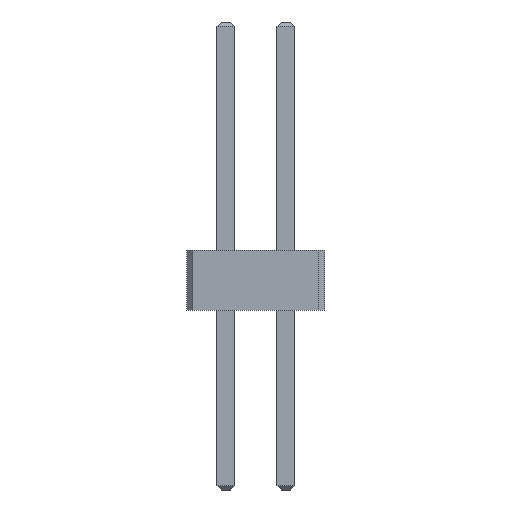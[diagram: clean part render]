
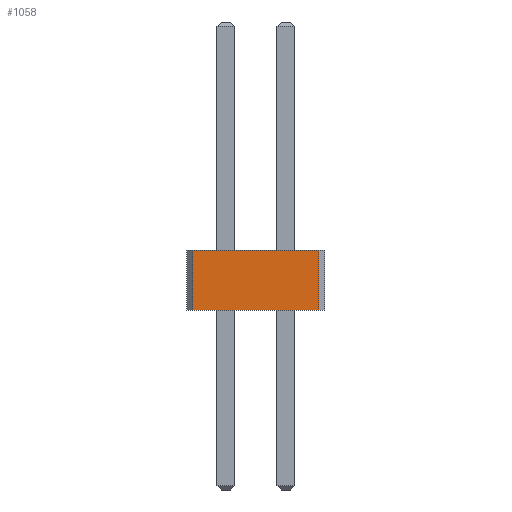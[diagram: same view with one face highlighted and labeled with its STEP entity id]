
A CAD part, front view. The second image highlights one B-rep face of the part: STEP entity #1058.
In plain terms, the highlighted planar face has unit normal (0, -1, 0).
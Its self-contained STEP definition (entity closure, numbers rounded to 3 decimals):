
#13=DIRECTION('',(0.,0.,1.));
#27=VECTOR('',#13,1.);
#67=DIRECTION('',(1.,0.,0.));
#1045=VERTEX_POINT('',#1046);
#1046=CARTESIAN_POINT('',(-0.55,-17.5,1.));
#1049=EDGE_CURVE('',#1050,#1045,#1052,.T.);
#1050=VERTEX_POINT('',#1051);
#1051=CARTESIAN_POINT('',(-0.55,-17.5,0.));
#1052=LINE('',#1051,#27);
#1058=ADVANCED_FACE('',(#1059),#1076,.F.);
#1059=FACE_BOUND('',#1060,.F.);
#1060=EDGE_LOOP('',(#1061,#1062,#1068,#1073));
#1061=ORIENTED_EDGE('',*,*,#1049,.T.);
#1062=ORIENTED_EDGE('',*,*,#1063,.T.);
#1063=EDGE_CURVE('',#1045,#1064,#1066,.T.);
#1064=VERTEX_POINT('',#1065);
#1065=CARTESIAN_POINT('',(1.55,-17.5,1.));
#1066=LINE('',#1046,#1067);
#1067=VECTOR('',#67,1.);
#1068=ORIENTED_EDGE('',*,*,#1069,.F.);
#1069=EDGE_CURVE('',#1070,#1064,#1072,.T.);
#1070=VERTEX_POINT('',#1071);
#1071=CARTESIAN_POINT('',(1.55,-17.5,0.));
#1072=LINE('',#1071,#27);
#1073=ORIENTED_EDGE('',*,*,#1074,.F.);
#1074=EDGE_CURVE('',#1050,#1070,#1075,.T.);
#1075=LINE('',#1051,#1067);
#1076=PLANE('',#1077);
#1077=AXIS2_PLACEMENT_3D('',#1051,#1078,#67);
#1078=DIRECTION('',(0.,1.,0.));
